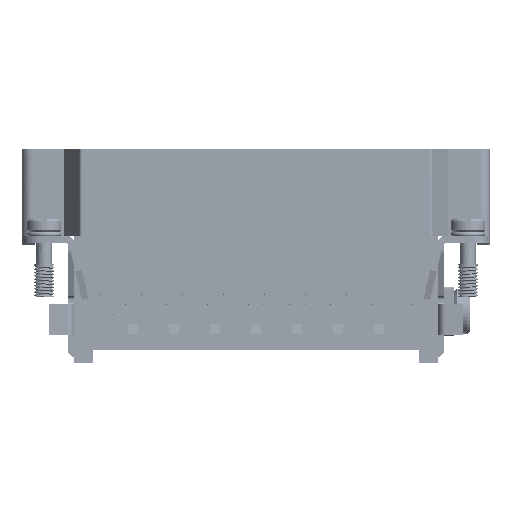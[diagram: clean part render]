
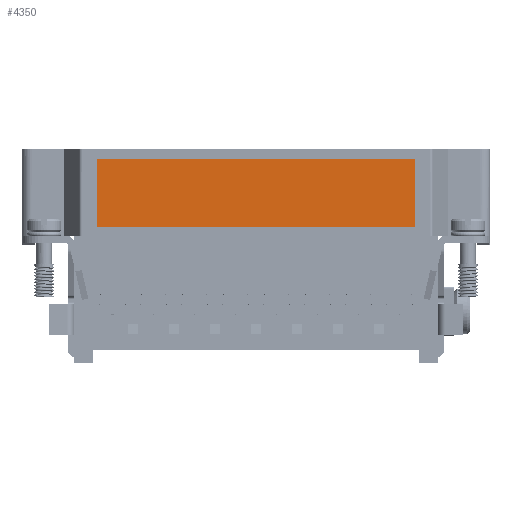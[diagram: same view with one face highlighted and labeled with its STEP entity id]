
A CAD part, front view. The second image highlights one B-rep face of the part: STEP entity #4350.
In plain terms, the highlighted planar face has unit normal (0, -1, 0).
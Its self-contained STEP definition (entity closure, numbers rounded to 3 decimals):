
#2394=FACE_OUTER_BOUND('',#8598,.T.);
#4350=ADVANCED_FACE('',(#2394),#6499,.T.);
#6499=PLANE('',#41406);
#8598=EDGE_LOOP('',(#13772,#13773,#13774,#13775));
#13772=ORIENTED_EDGE('',*,*,#29273,.T.);
#13773=ORIENTED_EDGE('',*,*,#29274,.F.);
#13774=ORIENTED_EDGE('',*,*,#29271,.F.);
#13775=ORIENTED_EDGE('',*,*,#29209,.F.);
#25047=VERTEX_POINT('',#57426);
#25048=VERTEX_POINT('',#57428);
#25092=VERTEX_POINT('',#57543);
#25093=VERTEX_POINT('',#57547);
#29209=EDGE_CURVE('',#25047,#25048,#34869,.T.);
#29271=EDGE_CURVE('',#25048,#25092,#34931,.T.);
#29273=EDGE_CURVE('',#25047,#25093,#34933,.T.);
#29274=EDGE_CURVE('',#25092,#25093,#34934,.T.);
#34869=LINE('',#57427,#38353);
#34931=LINE('',#57542,#38415);
#34933=LINE('',#57546,#38417);
#34934=LINE('',#57548,#38418);
#38353=VECTOR('',#46129,1.);
#38415=VECTOR('',#46209,1.);
#38417=VECTOR('',#46213,1.);
#38418=VECTOR('',#46214,1.);
#41406=AXIS2_PLACEMENT_3D('',#57549,#46215,#46216);
#46129=DIRECTION('',(0.,0.,-1.));
#46209=DIRECTION('',(-1.,0.,0.));
#46213=DIRECTION('',(-1.,0.,0.));
#46214=DIRECTION('',(0.,0.,1.));
#46215=DIRECTION('',(0.,-1.,0.));
#46216=DIRECTION('',(0.,0.,1.));
#57426=CARTESIAN_POINT('',(144.4,-10.85,-26.528));
#57427=CARTESIAN_POINT('',(144.4,-10.85,-25.028));
#57428=CARTESIAN_POINT('',(144.4,-10.85,-37.028));
#57542=CARTESIAN_POINT('',(112.1,-10.85,-37.028));
#57543=CARTESIAN_POINT('',(95.6,-10.85,-37.028));
#57546=CARTESIAN_POINT('',(112.1,-10.85,-26.528));
#57547=CARTESIAN_POINT('',(95.6,-10.85,-26.528));
#57548=CARTESIAN_POINT('',(95.6,-10.85,-43.128));
#57549=CARTESIAN_POINT('',(112.1,-10.85,-43.128));
